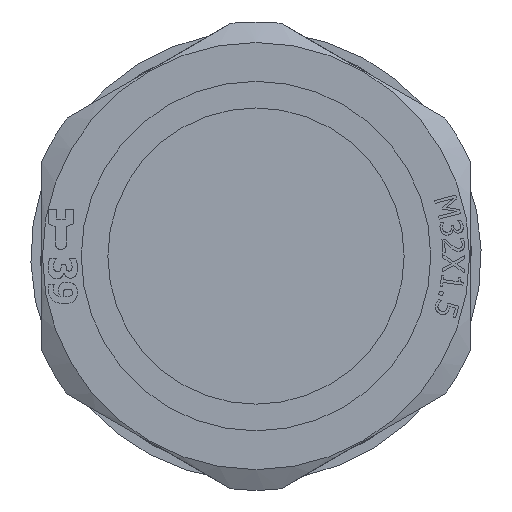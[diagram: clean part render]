
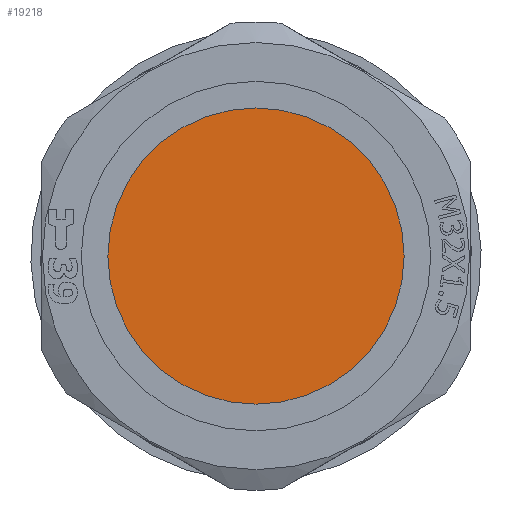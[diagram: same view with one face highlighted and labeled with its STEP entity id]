
A CAD part, front view. The second image highlights one B-rep face of the part: STEP entity #19218.
In plain terms, the highlighted planar face has unit normal (0, -1, 0).
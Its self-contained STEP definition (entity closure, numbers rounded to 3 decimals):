
#5830=FACE_OUTER_BOUND('',#6819,.T.);
#6819=EDGE_LOOP('',(#12704));
#7841=CIRCLE('',#20228,13.35);
#7950=VERTEX_POINT('',#25029);
#9850=EDGE_CURVE('',#7950,#7950,#7841,.T.);
#12704=ORIENTED_EDGE('',*,*,#9850,.F.);
#18412=PLANE('',#20227);
#19218=ADVANCED_FACE('',(#5830),#18412,.T.);
#20227=AXIS2_PLACEMENT_3D('',#25028,#21206,#21207);
#20228=AXIS2_PLACEMENT_3D('',#25030,#21208,#21209);
#21206=DIRECTION('center_axis',(0.,-1.,0.));
#21207=DIRECTION('ref_axis',(0.,0.,-1.));
#21208=DIRECTION('center_axis',(0.,1.,0.));
#21209=DIRECTION('ref_axis',(1.,0.,0.));
#25028=CARTESIAN_POINT('Origin',(0.,1.,0.));
#25029=CARTESIAN_POINT('',(-13.35,1.,0.));
#25030=CARTESIAN_POINT('Origin',(0.,1.,0.));
